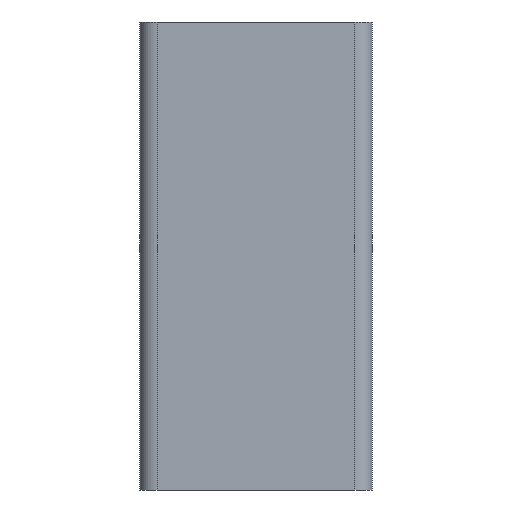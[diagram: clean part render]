
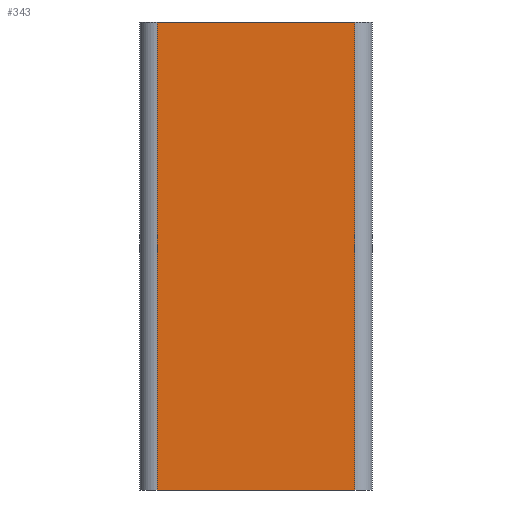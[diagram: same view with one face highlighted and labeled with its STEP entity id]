
A CAD part, front view. The second image highlights one B-rep face of the part: STEP entity #343.
In plain terms, the highlighted planar face has unit normal (0, -1, 0).
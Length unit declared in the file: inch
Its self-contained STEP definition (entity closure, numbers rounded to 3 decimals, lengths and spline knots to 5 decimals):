
#24=PLANE('',#390);
#41=FACE_OUTER_BOUND('',#60,.T.);
#60=EDGE_LOOP('',(#293,#294,#295,#296));
#82=LINE('',#554,#114);
#86=LINE('',#563,#118);
#92=LINE('',#583,#124);
#94=LINE('',#588,#126);
#114=VECTOR('',#452,0.3937);
#118=VECTOR('',#460,0.3937);
#124=VECTOR('',#480,0.3937);
#126=VECTOR('',#486,0.3937);
#161=VERTEX_POINT('',#547);
#164=VERTEX_POINT('',#552);
#167=VERTEX_POINT('',#562);
#174=VERTEX_POINT('',#582);
#204=EDGE_CURVE('',#164,#161,#82,.T.);
#208=EDGE_CURVE('',#161,#167,#86,.T.);
#218=EDGE_CURVE('',#167,#174,#92,.T.);
#221=EDGE_CURVE('',#174,#164,#94,.T.);
#293=ORIENTED_EDGE('',*,*,#204,.F.);
#294=ORIENTED_EDGE('',*,*,#221,.F.);
#295=ORIENTED_EDGE('',*,*,#218,.F.);
#296=ORIENTED_EDGE('',*,*,#208,.F.);
#343=ADVANCED_FACE('',(#41),#24,.T.);
#390=AXIS2_PLACEMENT_3D('',#587,#484,#485);
#452=DIRECTION('',(0.,0.,1.));
#460=DIRECTION('',(1.,0.,0.));
#480=DIRECTION('',(0.,0.,-1.));
#484=DIRECTION('center_axis',(0.,-1.,0.));
#485=DIRECTION('ref_axis',(1.,0.,0.));
#486=DIRECTION('',(-1.,0.,0.));
#547=CARTESIAN_POINT('',(-0.2875,-0.1725,1.36));
#552=CARTESIAN_POINT('',(-0.2875,-0.1725,0.));
#554=CARTESIAN_POINT('',(-0.2875,-0.1725,0.));
#562=CARTESIAN_POINT('',(0.2875,-0.1725,1.36));
#563=CARTESIAN_POINT('',(0.3375,-0.1725,1.36));
#582=CARTESIAN_POINT('',(0.2875,-0.1725,0.));
#583=CARTESIAN_POINT('',(0.2875,-0.1725,0.));
#587=CARTESIAN_POINT('Origin',(-0.3375,-0.1725,0.));
#588=CARTESIAN_POINT('',(0.3375,-0.1725,0.));
